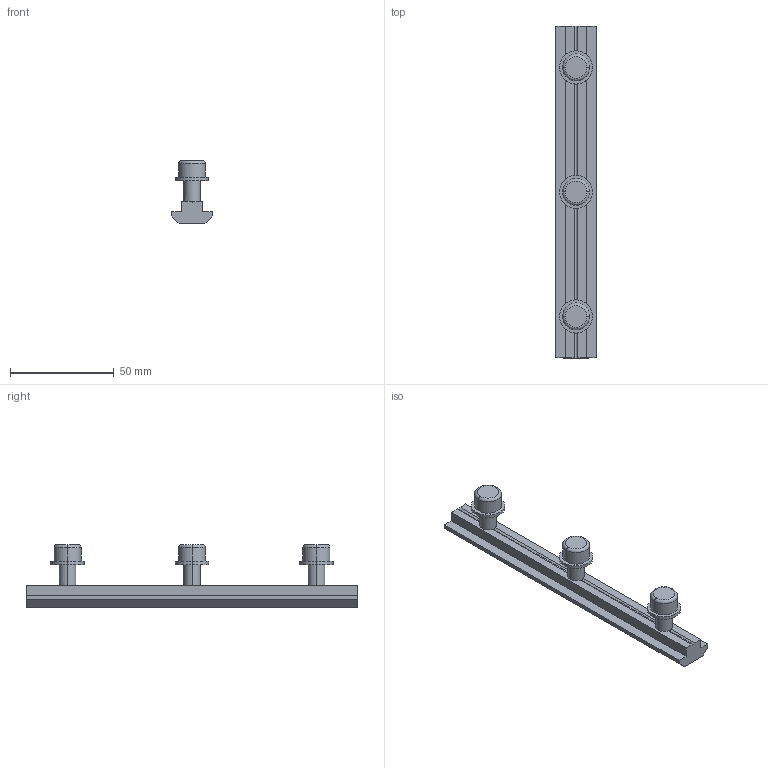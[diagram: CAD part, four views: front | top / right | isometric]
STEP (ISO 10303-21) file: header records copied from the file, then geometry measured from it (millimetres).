
FILE_DESCRIPTION(('STEP AP214'),'1');
FILE_NAME('cctmp_B7B6BC43-55CC-4919-87D7-BE7DF3D6C79C_2020_2_12_10_28_45_176..stp','2020-02-12T09:28:45',('Bosch Rexroth AG'),('CADClick - www.CADClick.com'),'Spatial InterOp 3D',' ','unknown authorization - (Healing Option Enabled)');
FILE_SCHEMA(('AUTOMOTIVE_DESIGN'));
Length unit declared in the file: millimetre
Products named in the file (1): 2020_02_12__10-28-45-176
Bounding box: 19.5 x 160 x 30.1 mm (x, y, z)
Volume: 28713.6 mm3; surface area: 12361.3 mm2
Topology: 1 solids, 1 shells, 78 faces, 180 edges, 116 vertices
Faces by surface type: plane 36, cylinder 30, torus 6, cone 6
Entity records: 2892 total; most frequent: DIRECTION 434, CARTESIAN_POINT 375, ORIENTED_EDGE 360, EDGE_CURVE 180, AXIS2_PLACEMENT_3D 175, VERTEX_POINT 116, EDGE_LOOP 90, LINE 84
